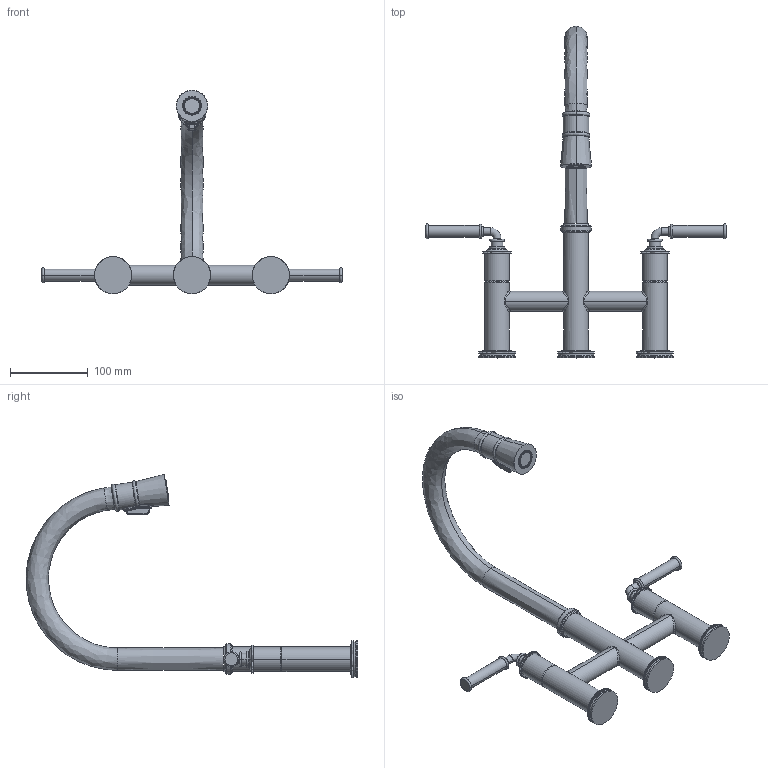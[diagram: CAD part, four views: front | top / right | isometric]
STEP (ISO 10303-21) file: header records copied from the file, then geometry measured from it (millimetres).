
FILE_DESCRIPTION((''),'2;1');
FILE_NAME('2940-5463_SW0003','2022-04-20T15:24:21',('gbazan'),(''),'CREO PARAMETRIC BY PTC INC, 2018400','CREO PARAMETRIC BY PTC INC, 2018400','');
FILE_SCHEMA(('CONFIG_CONTROL_DESIGN'));
Products named in the file (1): 2940-5463_SW0003
Bounding box: 386.33 x 427.3 x 261.87 mm (x, y, z)
Volume: 868252.3 mm3; surface area: 133397.8 mm2
Topology: 2 solids, 2 shells, 2088 faces, 5913 edges, 3869 vertices
Faces by surface type: plane 1174, cylinder 635, torus 111, bspline 79, cone 63, sphere 18, extrusion 8
Entity records: 72481 total; most frequent: CARTESIAN_POINT 17729, ORIENTED_EDGE 11794, DIRECTION 11227, EDGE_CURVE 5897, VECTOR 3995, LINE 3987, VERTEX_POINT 3869, AXIS2_PLACEMENT_3D 3616
